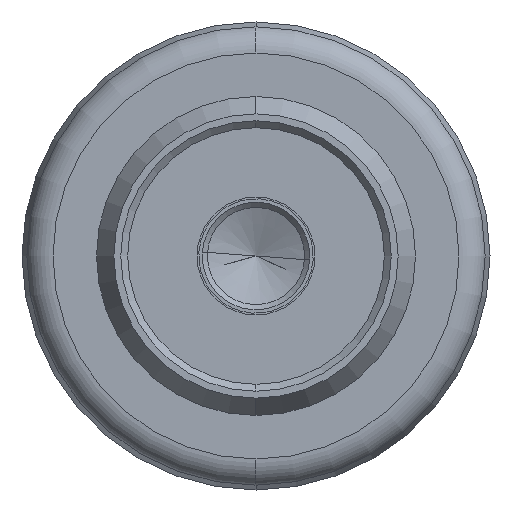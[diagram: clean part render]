
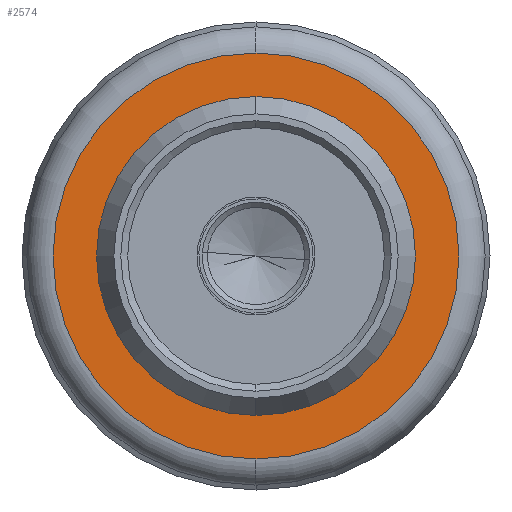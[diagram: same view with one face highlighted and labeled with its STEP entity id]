
A CAD part, left-side view. The second image highlights one B-rep face of the part: STEP entity #2574.
In plain terms, the highlighted planar face has unit normal (-1, 0, 0).
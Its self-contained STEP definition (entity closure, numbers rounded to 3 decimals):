
#640 = DIRECTION ( 'NONE',  ( 0., 0., -1. ) ) ;
#641 = DIRECTION ( 'NONE',  ( 1., 0., 0. ) ) ;
#642 = CARTESIAN_POINT ( 'NONE',  ( 150.392, 237.992, 0. ) ) ;
#643 = AXIS2_PLACEMENT_3D ( 'NONE', #642, #641, #640 ) ;
#644 = CIRCLE ( 'NONE', #643, 4.6 ) ;
#645 = CARTESIAN_POINT ( 'NONE',  ( 150.392, 237.992, -4.6 ) ) ;
#854 = CARTESIAN_POINT ( 'NONE',  ( 150.392, 237.992, 5.856 ) ) ;
#899 = CARTESIAN_POINT ( 'NONE',  ( 150.392, 237.992, -5.856 ) ) ;
#906 = CARTESIAN_POINT ( 'NONE',  ( 150.392, 237.992, 4.6 ) ) ;
#974 = DIRECTION ( 'NONE',  ( 0., 0., -1. ) ) ;
#983 = DIRECTION ( 'NONE',  ( 1., 0., 0. ) ) ;
#984 = CARTESIAN_POINT ( 'NONE',  ( 150.392, 237.992, 0. ) ) ;
#985 = AXIS2_PLACEMENT_3D ( 'NONE', #984, #983, #974 ) ;
#1019 = CIRCLE ( 'NONE', #985, 5.856 ) ;
#1613 = CARTESIAN_POINT ( 'NONE',  ( 150.392, 242.592, 0. ) ) ;
#1617 = PLANE ( 'NONE',  #1621 ) ;
#1618 = DIRECTION ( 'NONE',  ( 0., 0., 1. ) ) ;
#1619 = DIRECTION ( 'NONE',  ( -1., 0., 0. ) ) ;
#1621 = AXIS2_PLACEMENT_3D ( 'NONE', #1613, #1619, #1618 ) ;
#1837 = FACE_OUTER_BOUND ( 'NONE', #2563, .T. ) ;
#1841 = FACE_BOUND ( 'NONE', #2567, .T. ) ;
#1842 = DIRECTION ( 'NONE',  ( 0., 0., -1. ) ) ;
#1843 = DIRECTION ( 'NONE',  ( 1., 0., 0. ) ) ;
#1844 = CARTESIAN_POINT ( 'NONE',  ( 150.392, 237.992, 0. ) ) ;
#1845 = AXIS2_PLACEMENT_3D ( 'NONE', #1844, #1843, #1842 ) ;
#1846 = CIRCLE ( 'NONE', #1845, 4.6 ) ;
#1854 = CIRCLE ( 'NONE', #1855, 5.856 ) ;
#1855 = AXIS2_PLACEMENT_3D ( 'NONE', #1858, #1857, #1856 ) ;
#1856 = DIRECTION ( 'NONE',  ( 0., 0., -1. ) ) ;
#1857 = DIRECTION ( 'NONE',  ( 1., 0., 0. ) ) ;
#1858 = CARTESIAN_POINT ( 'NONE',  ( 150.392, 237.992, 0. ) ) ;
#2346 = VERTEX_POINT ( 'NONE', #645 ) ;
#2347 = EDGE_CURVE ( 'NONE', #2346, #2375, #644, .T. ) ;
#2359 = VERTEX_POINT ( 'NONE', #899 ) ;
#2360 = VERTEX_POINT ( 'NONE', #854 ) ;
#2375 = VERTEX_POINT ( 'NONE', #906 ) ;
#2423 = EDGE_CURVE ( 'NONE', #2359, #2360, #1019, .T. ) ;
#2560 = ORIENTED_EDGE ( 'NONE', *, *, #2578, .F. ) ;
#2562 = ORIENTED_EDGE ( 'NONE', *, *, #2423, .F. ) ;
#2563 = EDGE_LOOP ( 'NONE', ( #2562, #2560 ) ) ;
#2564 = ORIENTED_EDGE ( 'NONE', *, *, #2565, .T. ) ;
#2565 = EDGE_CURVE ( 'NONE', #2375, #2346, #1846, .T. ) ;
#2566 = ORIENTED_EDGE ( 'NONE', *, *, #2347, .T. ) ;
#2567 = EDGE_LOOP ( 'NONE', ( #2566, #2564 ) ) ;
#2574 = ADVANCED_FACE ( 'NONE', ( #1841, #1837 ), #1617, .T. ) ;
#2578 = EDGE_CURVE ( 'NONE', #2360, #2359, #1854, .T. ) ;
